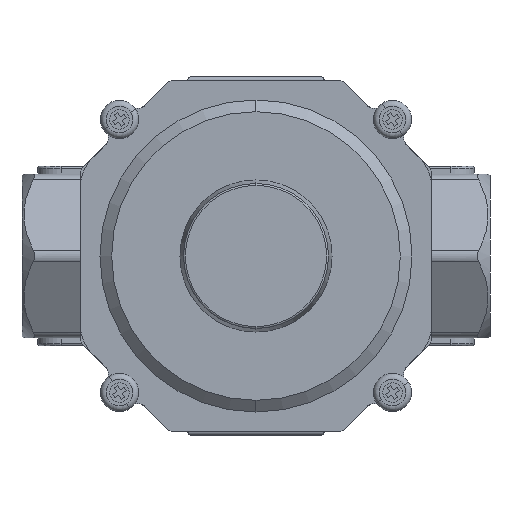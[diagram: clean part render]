
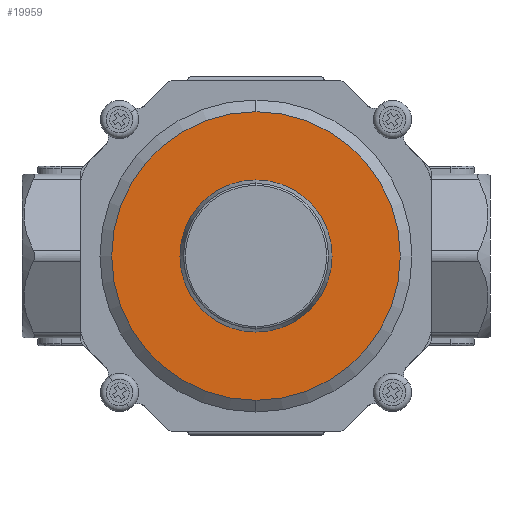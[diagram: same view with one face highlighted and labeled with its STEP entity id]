
A CAD part, front view. The second image highlights one B-rep face of the part: STEP entity #19959.
In plain terms, the highlighted face is planar.
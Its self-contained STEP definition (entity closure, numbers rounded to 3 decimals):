
#2702 = EDGE_LOOP ( 'NONE', ( #24048, #30099 ) ) ;
#4252 = CARTESIAN_POINT ( 'NONE',  ( 0., 5.5, 0. ) ) ;
#4400 = AXIS2_PLACEMENT_3D ( 'NONE', #31064, #30826, #18225 ) ;
#6831 = AXIS2_PLACEMENT_3D ( 'NONE', #12446, #12788, #15277 ) ;
#7183 = PLANE ( 'NONE',  #6831 ) ;
#7267 = FACE_OUTER_BOUND ( 'NONE', #2702, .T. ) ;
#9220 = EDGE_CURVE ( 'NONE', #21371, #11900, #28537, .T. ) ;
#9316 = CIRCLE ( 'NONE', #27600, 19.5 ) ;
#9812 = CARTESIAN_POINT ( 'NONE',  ( -19.5, 5.5, 0. ) ) ;
#10057 = VERTEX_POINT ( 'NONE', #9812 ) ;
#10251 = CARTESIAN_POINT ( 'NONE',  ( 0., 5.5, 0. ) ) ;
#11648 = DIRECTION ( 'NONE',  ( 1., 0., 0. ) ) ;
#11900 = VERTEX_POINT ( 'NONE', #13072 ) ;
#11947 = VERTEX_POINT ( 'NONE', #26254 ) ;
#12446 = CARTESIAN_POINT ( 'NONE',  ( 37., 5.5, 0. ) ) ;
#12488 = FACE_BOUND ( 'NONE', #30538, .T. ) ;
#12563 = CIRCLE ( 'NONE', #22612, 37. ) ;
#12572 = ORIENTED_EDGE ( 'NONE', *, *, #18000, .T. ) ;
#12589 = DIRECTION ( 'NONE',  ( 0., -1., 0. ) ) ;
#12639 = EDGE_CURVE ( 'NONE', #11900, #21371, #12563, .T. ) ;
#12788 = DIRECTION ( 'NONE',  ( 0., 1., 0. ) ) ;
#13072 = CARTESIAN_POINT ( 'NONE',  ( 37., 5.5, 0. ) ) ;
#13320 = EDGE_CURVE ( 'NONE', #10057, #11947, #9316, .T. ) ;
#13576 = ORIENTED_EDGE ( 'NONE', *, *, #13320, .T. ) ;
#15277 = DIRECTION ( 'NONE',  ( -1., 0., 0. ) ) ;
#18000 = EDGE_CURVE ( 'NONE', #11947, #10057, #28312, .T. ) ;
#18225 = DIRECTION ( 'NONE',  ( 1., 0., 0. ) ) ;
#19257 = DIRECTION ( 'NONE',  ( 0., -1., 0. ) ) ;
#19959 = ADVANCED_FACE ( 'NONE', ( #12488, #7267 ), #7183, .T. ) ;
#21371 = VERTEX_POINT ( 'NONE', #24156 ) ;
#21829 = DIRECTION ( 'NONE',  ( 1., 0., 0. ) ) ;
#21926 = CARTESIAN_POINT ( 'NONE',  ( 0., 5.5, 0. ) ) ;
#22612 = AXIS2_PLACEMENT_3D ( 'NONE', #4252, #24736, #11648 ) ;
#24048 = ORIENTED_EDGE ( 'NONE', *, *, #12639, .F. ) ;
#24156 = CARTESIAN_POINT ( 'NONE',  ( -37., 5.5, 0. ) ) ;
#24736 = DIRECTION ( 'NONE',  ( 0., -1., 0. ) ) ;
#26254 = CARTESIAN_POINT ( 'NONE',  ( 19.5, 5.5, 0. ) ) ;
#27600 = AXIS2_PLACEMENT_3D ( 'NONE', #21926, #19257, #21829 ) ;
#27949 = DIRECTION ( 'NONE',  ( 1., 0., 0. ) ) ;
#28170 = AXIS2_PLACEMENT_3D ( 'NONE', #10251, #12589, #27949 ) ;
#28312 = CIRCLE ( 'NONE', #28170, 19.5 ) ;
#28537 = CIRCLE ( 'NONE', #4400, 37. ) ;
#30099 = ORIENTED_EDGE ( 'NONE', *, *, #9220, .F. ) ;
#30538 = EDGE_LOOP ( 'NONE', ( #12572, #13576 ) ) ;
#30826 = DIRECTION ( 'NONE',  ( 0., -1., 0. ) ) ;
#31064 = CARTESIAN_POINT ( 'NONE',  ( 0., 5.5, 0. ) ) ;
